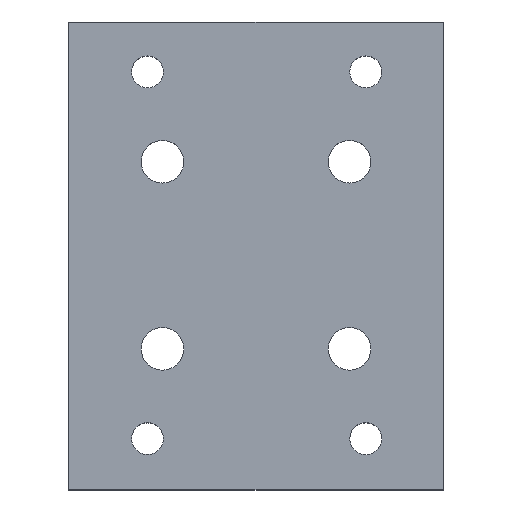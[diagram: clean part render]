
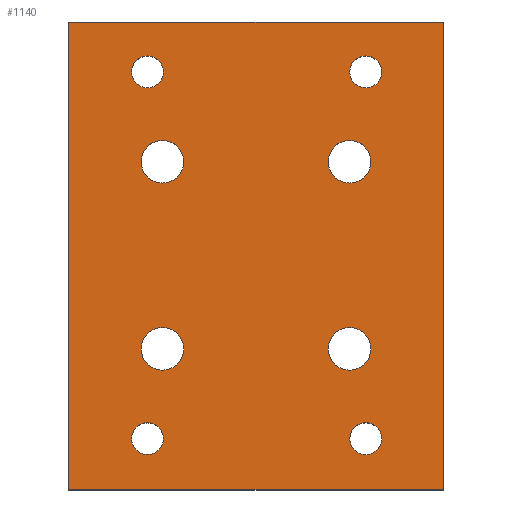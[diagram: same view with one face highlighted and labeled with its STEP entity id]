
A CAD part, top view. The second image highlights one B-rep face of the part: STEP entity #1140.
In plain terms, the highlighted planar face has unit normal (0, 0, 1).
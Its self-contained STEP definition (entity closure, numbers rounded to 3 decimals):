
#174=CARTESIAN_POINT('',(0.921,1.13,0.75));
#175=VERTEX_POINT('',#174);
#191=CARTESIAN_POINT('',(0.579,1.13,0.75));
#192=VERTEX_POINT('',#191);
#199=CARTESIAN_POINT('',(0.75,1.13,0.75));
#200=DIRECTION('',(0.0,0.0,-1.0));
#201=DIRECTION('',(1.0,0.0,0.0));
#202=AXIS2_PLACEMENT_3D('',#199,#200,#201);
#203=CIRCLE('',#202,0.171);
#204=EDGE_CURVE('',#175,#192,#203,.T.);
#258=CARTESIAN_POINT('',(0.921,2.63,0.75));
#259=VERTEX_POINT('',#258);
#275=CARTESIAN_POINT('',(0.579,2.63,0.75));
#276=VERTEX_POINT('',#275);
#283=CARTESIAN_POINT('',(0.75,2.63,0.75));
#284=DIRECTION('',(0.0,0.0,-1.0));
#285=DIRECTION('',(1.0,0.0,0.0));
#286=AXIS2_PLACEMENT_3D('',#283,#284,#285);
#287=CIRCLE('',#286,0.171);
#288=EDGE_CURVE('',#259,#276,#287,.T.);
#300=CARTESIAN_POINT('',(0.758,0.41,0.75));
#301=VERTEX_POINT('',#300);
#317=CARTESIAN_POINT('',(0.502,0.41,0.75));
#318=VERTEX_POINT('',#317);
#325=CARTESIAN_POINT('',(0.63,0.41,0.75));
#326=DIRECTION('',(0.0,0.0,-1.0));
#327=DIRECTION('',(1.0,0.0,0.0));
#328=AXIS2_PLACEMENT_3D('',#325,#326,#327);
#329=CIRCLE('',#328,0.128);
#330=EDGE_CURVE('',#301,#318,#329,.T.);
#342=CARTESIAN_POINT('',(0.758,3.35,0.75));
#343=VERTEX_POINT('',#342);
#359=CARTESIAN_POINT('',(0.502,3.35,0.75));
#360=VERTEX_POINT('',#359);
#367=CARTESIAN_POINT('',(0.63,3.35,0.75));
#368=DIRECTION('',(0.0,0.0,-1.0));
#369=DIRECTION('',(1.0,0.0,0.0));
#370=AXIS2_PLACEMENT_3D('',#367,#368,#369);
#371=CIRCLE('',#370,0.128);
#372=EDGE_CURVE('',#343,#360,#371,.T.);
#384=CARTESIAN_POINT('',(2.508,3.35,0.75));
#385=VERTEX_POINT('',#384);
#401=CARTESIAN_POINT('',(2.252,3.35,0.75));
#402=VERTEX_POINT('',#401);
#409=CARTESIAN_POINT('',(2.38,3.35,0.75));
#410=DIRECTION('',(0.0,0.0,-1.0));
#411=DIRECTION('',(1.0,0.0,0.0));
#412=AXIS2_PLACEMENT_3D('',#409,#410,#411);
#413=CIRCLE('',#412,0.128);
#414=EDGE_CURVE('',#385,#402,#413,.T.);
#426=CARTESIAN_POINT('',(2.508,0.41,0.75));
#427=VERTEX_POINT('',#426);
#443=CARTESIAN_POINT('',(2.252,0.41,0.75));
#444=VERTEX_POINT('',#443);
#451=CARTESIAN_POINT('',(2.38,0.41,0.75));
#452=DIRECTION('',(0.0,0.0,-1.0));
#453=DIRECTION('',(1.0,0.0,0.0));
#454=AXIS2_PLACEMENT_3D('',#451,#452,#453);
#455=CIRCLE('',#454,0.128);
#456=EDGE_CURVE('',#427,#444,#455,.T.);
#510=CARTESIAN_POINT('',(2.421,2.63,0.75));
#511=VERTEX_POINT('',#510);
#527=CARTESIAN_POINT('',(2.079,2.63,0.75));
#528=VERTEX_POINT('',#527);
#535=CARTESIAN_POINT('',(2.25,2.63,0.75));
#536=DIRECTION('',(0.0,0.0,-1.0));
#537=DIRECTION('',(1.0,0.0,0.0));
#538=AXIS2_PLACEMENT_3D('',#535,#536,#537);
#539=CIRCLE('',#538,0.171);
#540=EDGE_CURVE('',#511,#528,#539,.T.);
#594=CARTESIAN_POINT('',(2.421,1.13,0.75));
#595=VERTEX_POINT('',#594);
#611=CARTESIAN_POINT('',(2.079,1.13,0.75));
#612=VERTEX_POINT('',#611);
#619=CARTESIAN_POINT('',(2.25,1.13,0.75));
#620=DIRECTION('',(0.0,0.0,-1.0));
#621=DIRECTION('',(1.0,0.0,0.0));
#622=AXIS2_PLACEMENT_3D('',#619,#620,#621);
#623=CIRCLE('',#622,0.171);
#624=EDGE_CURVE('',#595,#612,#623,.T.);
#635=CARTESIAN_POINT('',(2.25,1.13,0.75));
#636=DIRECTION('',(0.0,0.0,-1.0));
#637=DIRECTION('',(1.0,0.0,0.0));
#638=AXIS2_PLACEMENT_3D('',#635,#636,#637);
#639=CIRCLE('',#638,0.171);
#640=EDGE_CURVE('',#612,#595,#639,.T.);
#697=CARTESIAN_POINT('',(2.25,2.63,0.75));
#698=DIRECTION('',(0.0,0.0,-1.0));
#699=DIRECTION('',(1.0,0.0,0.0));
#700=AXIS2_PLACEMENT_3D('',#697,#698,#699);
#701=CIRCLE('',#700,0.171);
#702=EDGE_CURVE('',#528,#511,#701,.T.);
#759=CARTESIAN_POINT('',(2.38,0.41,0.75));
#760=DIRECTION('',(0.0,0.0,-1.0));
#761=DIRECTION('',(1.0,0.0,0.0));
#762=AXIS2_PLACEMENT_3D('',#759,#760,#761);
#763=CIRCLE('',#762,0.128);
#764=EDGE_CURVE('',#444,#427,#763,.T.);
#783=CARTESIAN_POINT('',(2.38,3.35,0.75));
#784=DIRECTION('',(0.0,0.0,-1.0));
#785=DIRECTION('',(1.0,0.0,0.0));
#786=AXIS2_PLACEMENT_3D('',#783,#784,#785);
#787=CIRCLE('',#786,0.128);
#788=EDGE_CURVE('',#402,#385,#787,.T.);
#807=CARTESIAN_POINT('',(0.63,3.35,0.75));
#808=DIRECTION('',(0.0,0.0,-1.0));
#809=DIRECTION('',(1.0,0.0,0.0));
#810=AXIS2_PLACEMENT_3D('',#807,#808,#809);
#811=CIRCLE('',#810,0.128);
#812=EDGE_CURVE('',#360,#343,#811,.T.);
#831=CARTESIAN_POINT('',(0.63,0.41,0.75));
#832=DIRECTION('',(0.0,0.0,-1.0));
#833=DIRECTION('',(1.0,0.0,0.0));
#834=AXIS2_PLACEMENT_3D('',#831,#832,#833);
#835=CIRCLE('',#834,0.128);
#836=EDGE_CURVE('',#318,#301,#835,.T.);
#855=CARTESIAN_POINT('',(0.75,2.63,0.75));
#856=DIRECTION('',(0.0,0.0,-1.0));
#857=DIRECTION('',(1.0,0.0,0.0));
#858=AXIS2_PLACEMENT_3D('',#855,#856,#857);
#859=CIRCLE('',#858,0.171);
#860=EDGE_CURVE('',#276,#259,#859,.T.);
#917=CARTESIAN_POINT('',(0.75,1.13,0.75));
#918=DIRECTION('',(0.0,0.0,-1.0));
#919=DIRECTION('',(1.0,0.0,0.0));
#920=AXIS2_PLACEMENT_3D('',#917,#918,#919);
#921=CIRCLE('',#920,0.171);
#922=EDGE_CURVE('',#192,#175,#921,.T.);
#978=CARTESIAN_POINT('',(0.0,0.0,0.75));
#979=VERTEX_POINT('',#978);
#980=CARTESIAN_POINT('',(0.0,3.75,0.75));
#981=VERTEX_POINT('',#980);
#982=CARTESIAN_POINT('',(0.0,0.0,0.75));
#983=DIRECTION('',(0.0,1.0,0.0));
#984=VECTOR('',#983,3.75);
#985=LINE('',#982,#984);
#986=EDGE_CURVE('',#979,#981,#985,.T.);
#1018=CARTESIAN_POINT('',(3.0,3.75,0.75));
#1019=VERTEX_POINT('',#1018);
#1020=CARTESIAN_POINT('',(0.0,3.75,0.75));
#1021=DIRECTION('',(1.0,0.0,0.0));
#1022=VECTOR('',#1021,3.0);
#1023=LINE('',#1020,#1022);
#1024=EDGE_CURVE('',#981,#1019,#1023,.T.);
#1049=CARTESIAN_POINT('',(3.0,0.0,0.75));
#1050=VERTEX_POINT('',#1049);
#1051=CARTESIAN_POINT('',(3.0,3.75,0.75));
#1052=DIRECTION('',(0.0,-1.0,0.0));
#1053=VECTOR('',#1052,3.75);
#1054=LINE('',#1051,#1053);
#1055=EDGE_CURVE('',#1019,#1050,#1054,.T.);
#1080=CARTESIAN_POINT('',(3.0,0.0,0.75));
#1081=DIRECTION('',(-1.0,0.0,0.0));
#1082=VECTOR('',#1081,3.0);
#1083=LINE('',#1080,#1082);
#1084=EDGE_CURVE('',#1050,#979,#1083,.T.);
#1097=CARTESIAN_POINT('',(1.5,1.875,0.75));
#1098=DIRECTION('',(0.0,0.0,1.0));
#1099=DIRECTION('',(1.0,0.0,0.0));
#1100=AXIS2_PLACEMENT_3D('',#1097,#1098,#1099);
#1101=PLANE('',#1100);
#1102=ORIENTED_EDGE('',*,*,#986,.F.);
#1103=ORIENTED_EDGE('',*,*,#1084,.F.);
#1104=ORIENTED_EDGE('',*,*,#1055,.F.);
#1105=ORIENTED_EDGE('',*,*,#1024,.F.);
#1106=EDGE_LOOP('',(#1102,#1103,#1104,#1105));
#1107=FACE_OUTER_BOUND('',#1106,.T.);
#1108=ORIENTED_EDGE('',*,*,#624,.T.);
#1109=ORIENTED_EDGE('',*,*,#640,.T.);
#1110=EDGE_LOOP('',(#1108,#1109));
#1111=FACE_BOUND('',#1110,.T.);
#1112=ORIENTED_EDGE('',*,*,#540,.T.);
#1113=ORIENTED_EDGE('',*,*,#702,.T.);
#1114=EDGE_LOOP('',(#1112,#1113));
#1115=FACE_BOUND('',#1114,.T.);
#1116=ORIENTED_EDGE('',*,*,#456,.T.);
#1117=ORIENTED_EDGE('',*,*,#764,.T.);
#1118=EDGE_LOOP('',(#1116,#1117));
#1119=FACE_BOUND('',#1118,.T.);
#1120=ORIENTED_EDGE('',*,*,#414,.T.);
#1121=ORIENTED_EDGE('',*,*,#788,.T.);
#1122=EDGE_LOOP('',(#1120,#1121));
#1123=FACE_BOUND('',#1122,.T.);
#1124=ORIENTED_EDGE('',*,*,#372,.T.);
#1125=ORIENTED_EDGE('',*,*,#812,.T.);
#1126=EDGE_LOOP('',(#1124,#1125));
#1127=FACE_BOUND('',#1126,.T.);
#1128=ORIENTED_EDGE('',*,*,#330,.T.);
#1129=ORIENTED_EDGE('',*,*,#836,.T.);
#1130=EDGE_LOOP('',(#1128,#1129));
#1131=FACE_BOUND('',#1130,.T.);
#1132=ORIENTED_EDGE('',*,*,#288,.T.);
#1133=ORIENTED_EDGE('',*,*,#860,.T.);
#1134=EDGE_LOOP('',(#1132,#1133));
#1135=FACE_BOUND('',#1134,.T.);
#1136=ORIENTED_EDGE('',*,*,#204,.T.);
#1137=ORIENTED_EDGE('',*,*,#922,.T.);
#1138=EDGE_LOOP('',(#1136,#1137));
#1139=FACE_BOUND('',#1138,.T.);
#1140=ADVANCED_FACE('',(#1107,#1111,#1115,#1119,#1123,#1127,#1131,#1135,#1139),#1101,.T.);
